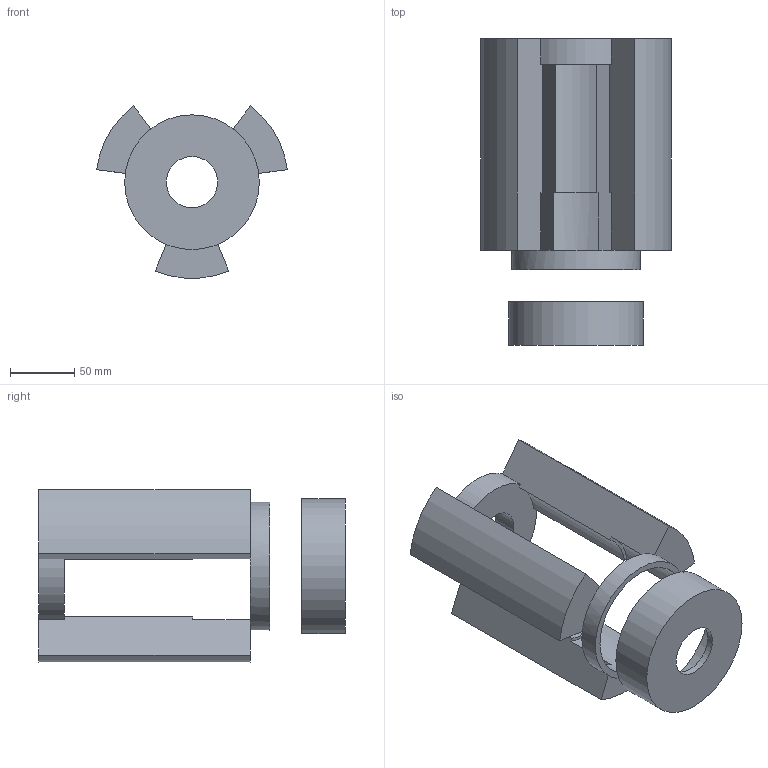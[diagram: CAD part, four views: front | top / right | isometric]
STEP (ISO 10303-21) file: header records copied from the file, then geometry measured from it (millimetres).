
FILE_DESCRIPTION(/* description */ (''),/* implementation_level */ '2;1');
FILE_NAME(/* name */ 'LatchMechRetainerConcept v1.step',/* time_stamp */ '2023-09-28T23:11:26-04:00',/* author */ (''),/* organization */ (''),/* preprocessor_version */ 'ST-DEVELOPER v20',/* originating_system */ 'Autodesk Translation Framework v12.14.0.127',/* authorisation */ '');
FILE_SCHEMA (('AUTOMOTIVE_DESIGN { 1 0 10303 214 3 1 1 }'));
Length unit declared in the file: millimetre
Products named in the file (3): LatchMechRetainerConcept; Component1; Component2
Assembly tree (2 placements, depth 2):
  LatchMechRetainerConcept
    Component1
    Component2
Bounding box: 148.72 x 239.09 x 134.27 mm (x, y, z)
Volume: 910404.1 mm3; surface area: 146461.1 mm2
Topology: 2 solids, 2 shells, 36 faces, 102 edges, 66 vertices
Faces by surface type: plane 21, cylinder 15
Full cylindrical faces by diameter (mm): 40 x2, 90 x1, 100 x2, 105 x1
Entity records: 1285 total; most frequent: DIRECTION 226, CARTESIAN_POINT 209, ORIENTED_EDGE 204, EDGE_CURVE 102, AXIS2_PLACEMENT_3D 83, VERTEX_POINT 66, LINE 60, VECTOR 60
